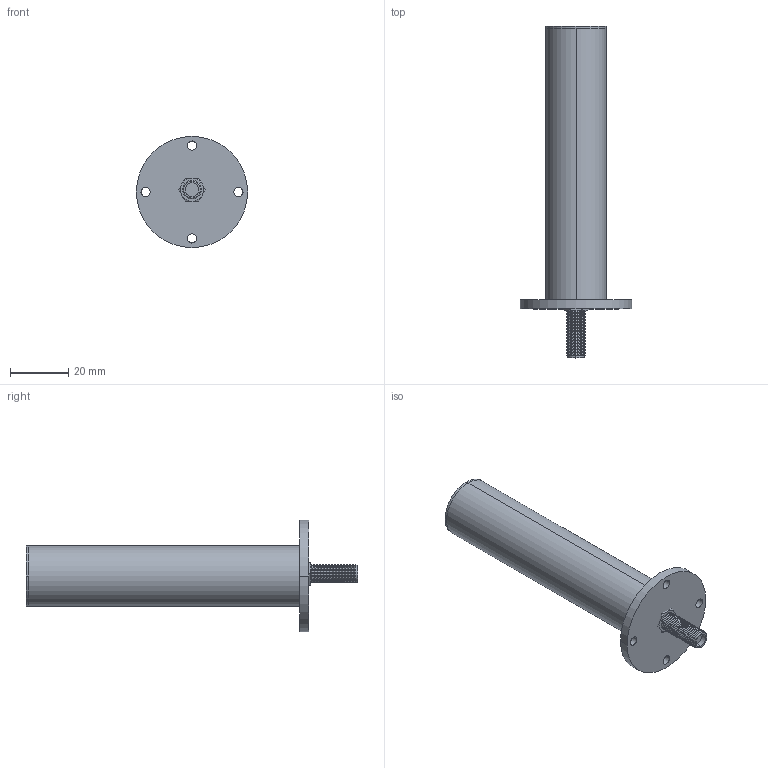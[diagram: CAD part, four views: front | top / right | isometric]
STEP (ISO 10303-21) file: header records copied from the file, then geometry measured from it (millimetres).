
FILE_DESCRIPTION (( 'STEP AP214' ), '1' );
FILE_NAME ('FMANOM1170_3D.step', '2025-02-13T21:55:34', ( '' ), ( '' ), 'SwSTEP 2.0', 'SolidWorks 2022', '' );
FILE_SCHEMA (( 'AUTOMOTIVE_DESIGN' ));
Length unit declared in the file: inch
Products named in the file (1): FMANOM1170_3D
Bounding box: 38.1 x 113.62 x 38.1 mm (x, y, z)
Volume: 9142.4 mm3; surface area: 16828 mm2
Topology: 4 solids, 4 shells, 229 faces, 486 edges, 276 vertices
Faces by surface type: cone 144, plane 47, cylinder 38
Entity records: 6169 total; most frequent: DIRECTION 1142, CARTESIAN_POINT 1064, ORIENTED_EDGE 972, EDGE_CURVE 486, AXIS2_PLACEMENT_3D 450, VERTEX_POINT 276, EDGE_LOOP 252, LINE 242
